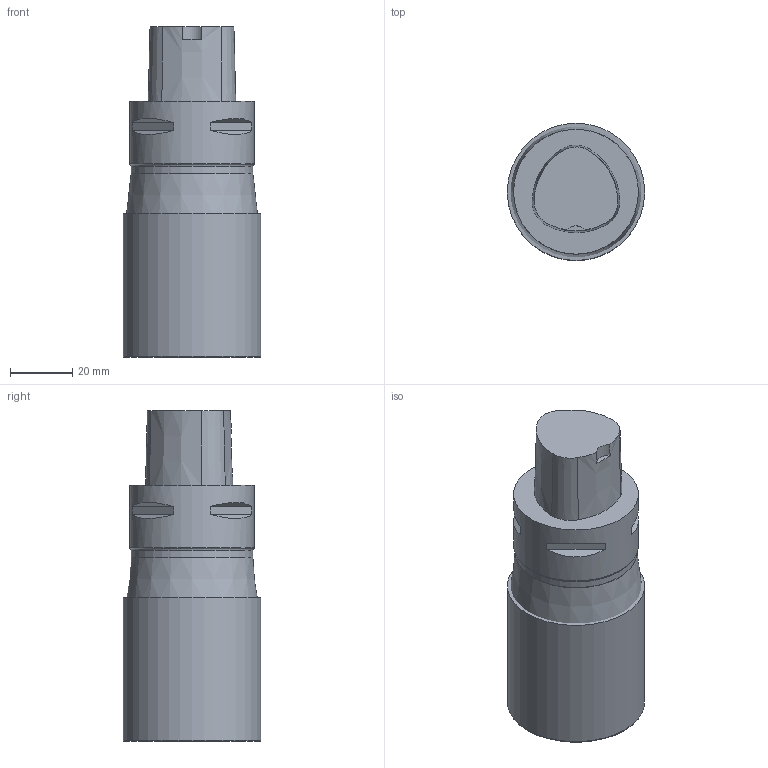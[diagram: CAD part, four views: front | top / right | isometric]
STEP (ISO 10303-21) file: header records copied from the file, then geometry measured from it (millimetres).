
FILE_DESCRIPTION(/* description */ ('3-D model version:1'),/* implementation_level */ '2;1');
FILE_NAME(/* name */ '690-044C4-1046H',/* time_stamp */ '2011-11-09T13:24:07+01:00',/* author */ ('CappDp'),/* organization */ ('AB Sandvik Coromant'),/* preprocessor_version */ 'ST-DEVELOPER v11',/* originating_system */ 'SIEMENS UGS NX 6.0',/* authorisation */ '');
FILE_SCHEMA (('AP203_CONFIGURATION_CONTROLLED_3D_DESIGN_OF_MECHANICAL_PARTS_AND_ASSEMBLIES_MIM_LF'));
Length unit declared in the file: millimetre
Products named in the file (1): 4818_1_3D
Bounding box: 44 x 44 x 106 mm (x, y, z)
Volume: 170107.2 mm3; surface area: 27253.4 mm2
Topology: 2 solids, 2 shells, 50 faces, 116 edges, 76 vertices
Faces by surface type: cone 20, plane 19, torus 6, cylinder 5
Full cylindrical faces by diameter (mm): 24 x1, 39 x1, 40 x1, 44 x1
Entity records: 1284 total; most frequent: DIRECTION 228, CARTESIAN_POINT 193, ORIENTED_EDGE 152, AXIS2_PLACEMENT_3D 103, EDGE_LOOP 82, EDGE_CURVE 76, FACE_BOUND 60, VERTEX_POINT 60
